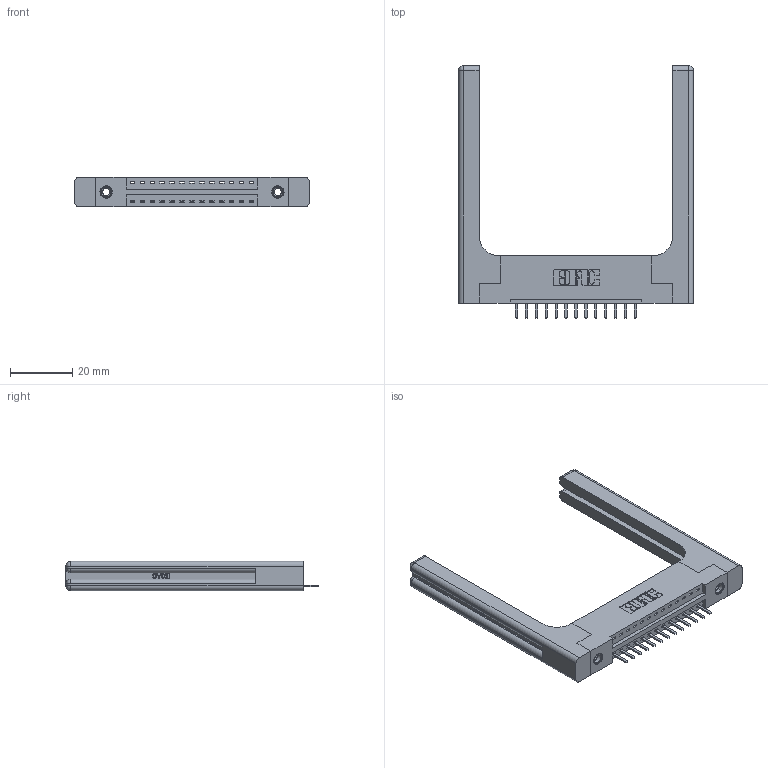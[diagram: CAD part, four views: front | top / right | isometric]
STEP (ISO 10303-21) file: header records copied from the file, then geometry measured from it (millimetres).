
FILE_DESCRIPTION (( 'STEP AP203' ), '1' );
FILE_NAME ('346-013-520-158.STEP', '2022-05-05T03:58:37', ( '' ), ( '' ), 'SwSTEP 2.0', 'SolidWorks 2020', '' );
FILE_SCHEMA (( 'CONFIG_CONTROL_DESIGN' ));
Length unit declared in the file: inch
Products named in the file (5): 346-013-520-158; 345-292-001_345-293-120; 345-250-001_345-250-001-102; 346-220-058_345-220-058; 346 Part_Flush Mounting Lugs - 0.156 Dia-TH
Assembly tree (18 placements, depth 2):
  346-013-520-158
    346 Part_Flush Mounting Lugs - 0.156 Dia-TH
    345-292-001_345-293-120  x13
    345-250-001_345-250-001-102  x2
    346-220-058_345-220-058  x2
Bounding box: 75.34 x 80.98 x 9.4 mm (x, y, z)
Volume: 14474.5 mm3; surface area: 13458.2 mm2
Topology: 18 solids, 18 shells, 1198 faces, 3423 edges, 2226 vertices
Faces by surface type: plane 784, cylinder 354, bspline 36, cone 12, sphere 8, torus 4
Entity records: 17684 total; most frequent: CARTESIAN_POINT 4034, ORIENTED_EDGE 2764, DIRECTION 2512, EDGE_CURVE 1382, VECTOR 1102, LINE 1102, VERTEX_POINT 910, AXIS2_PLACEMENT_3D 705
